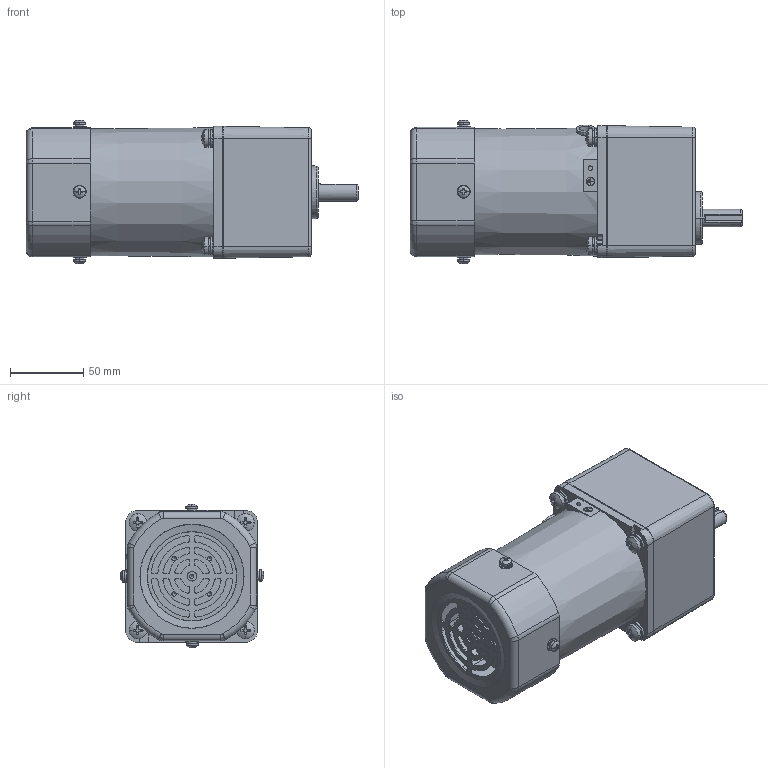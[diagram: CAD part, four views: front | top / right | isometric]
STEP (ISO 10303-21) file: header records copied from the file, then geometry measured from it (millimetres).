
FILE_DESCRIPTION(/* description */ (''),/* implementation_level */ '2;1');
FILE_NAME(/* name */ '5IK60RGN',/* time_stamp */ '2015-09-17T08:34:16+08:00',/* author */ (''),/* organization */ (''),/* preprocessor_version */ 'ST-DEVELOPER v9',/* originating_system */ 'UGS - NX 4.0',/* authorisation */ '');
FILE_SCHEMA (('CONFIG_CONTROL_DESIGN'));
Length unit declared in the file: millimetre
Products named in the file (1): Admi9201soyk
Bounding box: 226.6 x 98.11 x 98.11 mm (x, y, z)
Volume: 1119655.8 mm3; surface area: 139324.3 mm2
Topology: 31 solids, 31 shells, 797 faces, 2019 edges, 1318 vertices
Faces by surface type: cylinder 343, plane 341, cone 36, torus 33, sphere 26, bspline 18
Full cylindrical faces by diameter (mm): 3 x1, 4 x4, 5.5 x1, 5.9 x1, 6.5 x1, 7 x4, 8.5 x1, 10.4 x1, 10.8 x1, 11 x2, 12 x1, 13 x1, 44 x1, 60 x1, 85 x2
Entity records: 25130 total; most frequent: CARTESIAN_POINT 5497, DIRECTION 4360, ORIENTED_EDGE 3874, EDGE_CURVE 1937, AXIS2_PLACEMENT_3D 1747, VERTEX_POINT 1298, CIRCLE 967, EDGE_LOOP 948
